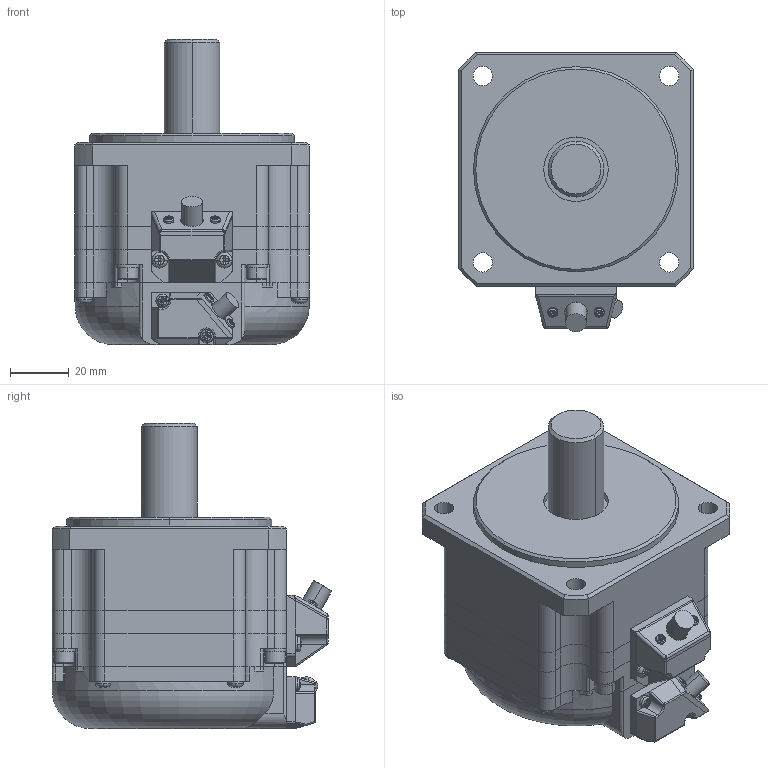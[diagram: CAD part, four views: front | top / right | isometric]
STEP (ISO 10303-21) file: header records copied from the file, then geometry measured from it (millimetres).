
FILE_DESCRIPTION(('Creo Elements/Direct Modeling STEP Export'),'2;1');
FILE_NAME('TSM3301N2000.stp','2013-10-21T 9:44:51',(''),(''),'Creo Elements/Direct Modeling STEP processor for AP214 (Solid Model)','Creo Elements/Direct Modeling 17.0F 20-Aug-2012 (C) Parametric Technology GmbH','');
FILE_SCHEMA(('AUTOMOTIVE_DESIGN { 1 0 10303 214 1 1 1 1 }'));
Length unit declared in the file: millimetre
Products named in the file (2): TSM3301N2000
Assembly tree (1 placements, depth 2):
  TSM3301N2000
    TSM3301N2000
Bounding box: 80 x 95.5 x 104.1 mm (x, y, z)
Volume: 406661.3 mm3; surface area: 37298.5 mm2
Topology: 1 solids, 3 shells, 858 faces, 2084 edges, 1249 vertices
Faces by surface type: plane 411, cylinder 216, bspline 114, cone 52, torus 35, sphere 30
Entity records: 29309 total; most frequent: CARTESIAN_POINT 7933, ORIENTED_EDGE 4140, DIRECTION 3590, EDGE_CURVE 2070, AXIS2_PLACEMENT_3D 1317, VERTEX_POINT 1249, VECTOR 956, LINE 956
